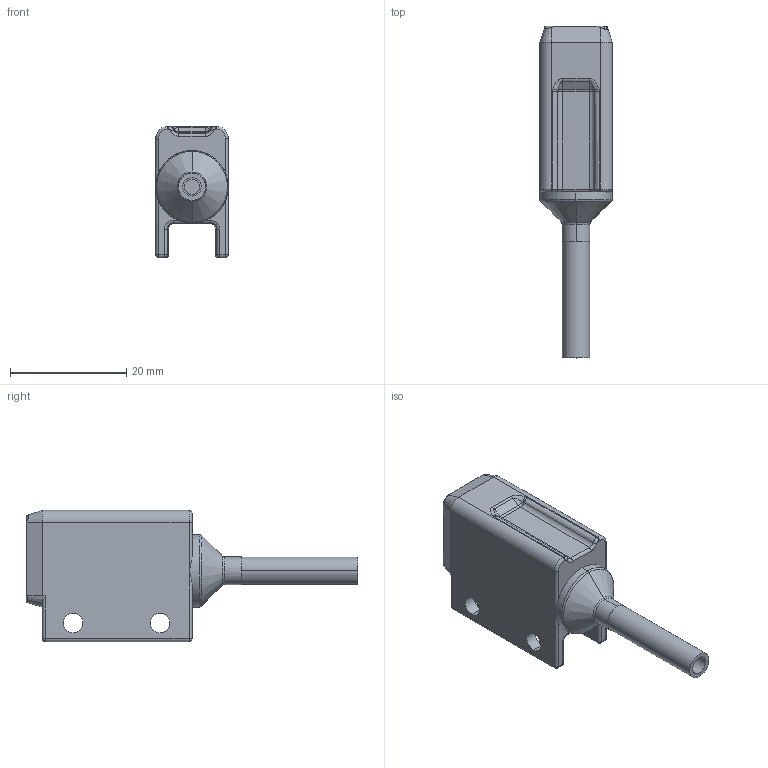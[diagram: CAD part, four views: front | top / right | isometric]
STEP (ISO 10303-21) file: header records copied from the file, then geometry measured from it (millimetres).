
FILE_DESCRIPTION((''),'2;1');
FILE_NAME('141141_SM01_ASM','2022-10-14T08:28:49',('PDMAdmin'),('BANNER ENGINEERING'),'CREO PARAMETRIC BY PTC INC, 2019292','CREO PARAMETRIC BY PTC INC, 2019292','');
FILE_SCHEMA(('CONFIG_CONTROL_DESIGN'));
Products named in the file (4): 141141_EP01; CABLE_Q12; Q12CR_TUBE; 141141_SM01_ASM
Assembly tree (3 placements, depth 2):
  141141_SM01_ASM
    141141_EP01
    CABLE_Q12
    Q12CR_TUBE
Bounding box: 12.5 x 57.2 x 22.6 mm (x, y, z)
Volume: 6835.7 mm3; surface area: 3716.8 mm2
Topology: 3 solids, 3 shells, 159 faces, 389 edges, 233 vertices
Faces by surface type: cylinder 74, plane 40, bspline 21, sphere 10, torus 8, cone 6
Entity records: 5957 total; most frequent: CARTESIAN_POINT 2305, ORIENTED_EDGE 774, DIRECTION 710, EDGE_CURVE 387, AXIS2_PLACEMENT_3D 278, VERTEX_POINT 232, EDGE_LOOP 167, FACE_OUTER_BOUND 159
